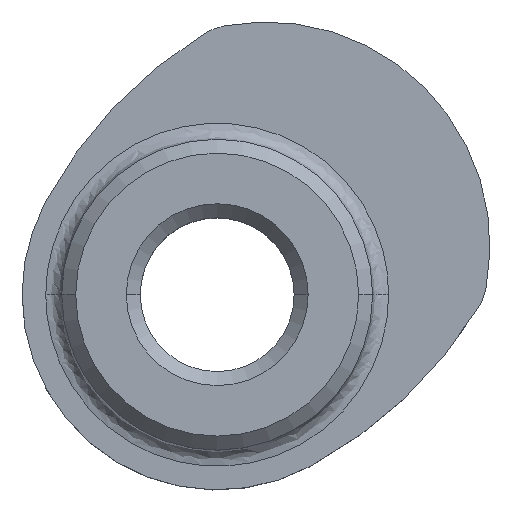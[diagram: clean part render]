
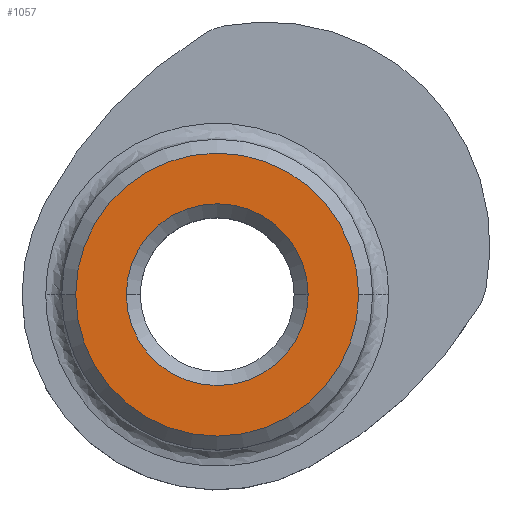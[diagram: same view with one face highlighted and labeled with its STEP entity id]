
A CAD part, top view. The second image highlights one B-rep face of the part: STEP entity #1057.
In plain terms, the highlighted planar face has unit normal (0, 0, 1).
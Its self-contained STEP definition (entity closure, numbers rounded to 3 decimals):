
#73 = CARTESIAN_POINT ( 'NONE',  ( 0., 0., 19.05 ) ) ;
#76 = CARTESIAN_POINT ( 'NONE',  ( -6.5, 0., 19.05 ) ) ;
#77 = DIRECTION ( 'NONE',  ( 0., 0., -1. ) ) ;
#91 = DIRECTION ( 'NONE',  ( 1., 0., 0. ) ) ;
#120 = DIRECTION ( 'NONE',  ( 1., 0., 0. ) ) ;
#122 = VERTEX_POINT ( 'NONE', #76 ) ;
#172 = DIRECTION ( 'NONE',  ( 0., 0., -1. ) ) ;
#189 = EDGE_CURVE ( 'NONE', #1300, #122, #1252, .T. ) ;
#213 = EDGE_LOOP ( 'NONE', ( #242, #424 ) ) ;
#242 = ORIENTED_EDGE ( 'NONE', *, *, #189, .T. ) ;
#332 = AXIS2_PLACEMENT_3D ( 'NONE', #1118, #454, #432 ) ;
#353 = AXIS2_PLACEMENT_3D ( 'NONE', #1047, #1276, #91 ) ;
#413 = ORIENTED_EDGE ( 'NONE', *, *, #459, .T. ) ;
#424 = ORIENTED_EDGE ( 'NONE', *, *, #1139, .T. ) ;
#432 = DIRECTION ( 'NONE',  ( -1., 0., 0. ) ) ;
#454 = DIRECTION ( 'NONE',  ( 0., 0., 1. ) ) ;
#459 = EDGE_CURVE ( 'NONE', #1372, #931, #642, .T. ) ;
#533 = FACE_BOUND ( 'NONE', #213, .T. ) ;
#542 = CARTESIAN_POINT ( 'NONE',  ( 6.5, 0., 19.05 ) ) ;
#581 = CARTESIAN_POINT ( 'NONE',  ( 0., 0., 19.05 ) ) ;
#591 = CIRCLE ( 'NONE', #1164, 10.115 ) ;
#594 = DIRECTION ( 'NONE',  ( -1., 0., 0. ) ) ;
#642 = CIRCLE ( 'NONE', #332, 10.115 ) ;
#648 = DIRECTION ( 'NONE',  ( 0., 0., 1. ) ) ;
#747 = CARTESIAN_POINT ( 'NONE',  ( 10.115, 0., 19.05 ) ) ;
#835 = DIRECTION ( 'NONE',  ( 1., 0., 0. ) ) ;
#859 = FACE_OUTER_BOUND ( 'NONE', #1317, .T. ) ;
#881 = AXIS2_PLACEMENT_3D ( 'NONE', #73, #77, #120 ) ;
#909 = ORIENTED_EDGE ( 'NONE', *, *, #1272, .T. ) ;
#924 = CARTESIAN_POINT ( 'NONE',  ( -10.115, 0., 19.05 ) ) ;
#931 = VERTEX_POINT ( 'NONE', #747 ) ;
#940 = CARTESIAN_POINT ( 'NONE',  ( 0., 0., 19.05 ) ) ;
#1027 = AXIS2_PLACEMENT_3D ( 'NONE', #940, #172, #835 ) ;
#1047 = CARTESIAN_POINT ( 'NONE',  ( 8.489, 3.344, 19.05 ) ) ;
#1057 = ADVANCED_FACE ( 'NONE', ( #859, #533 ), #1285, .T. ) ;
#1064 = CIRCLE ( 'NONE', #881, 6.5 ) ;
#1118 = CARTESIAN_POINT ( 'NONE',  ( 0., 0., 19.05 ) ) ;
#1139 = EDGE_CURVE ( 'NONE', #122, #1300, #1064, .T. ) ;
#1164 = AXIS2_PLACEMENT_3D ( 'NONE', #581, #648, #594 ) ;
#1252 = CIRCLE ( 'NONE', #1027, 6.5 ) ;
#1272 = EDGE_CURVE ( 'NONE', #931, #1372, #591, .T. ) ;
#1276 = DIRECTION ( 'NONE',  ( 0., 0., 1. ) ) ;
#1285 = PLANE ( 'NONE',  #353 ) ;
#1300 = VERTEX_POINT ( 'NONE', #542 ) ;
#1317 = EDGE_LOOP ( 'NONE', ( #413, #909 ) ) ;
#1372 = VERTEX_POINT ( 'NONE', #924 ) ;
